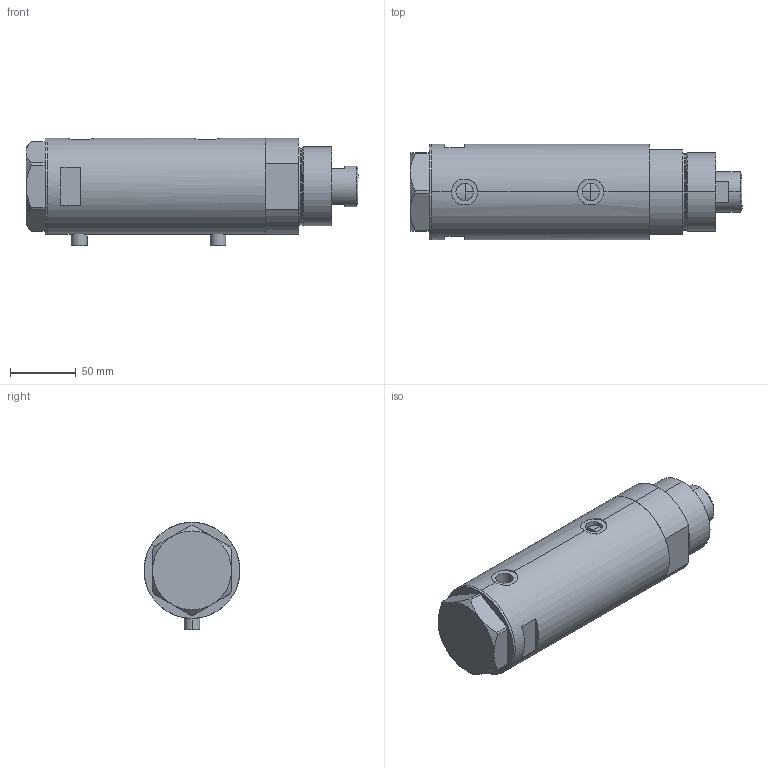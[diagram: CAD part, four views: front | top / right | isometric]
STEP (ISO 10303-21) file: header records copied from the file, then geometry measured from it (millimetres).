
FILE_DESCRIPTION (( 'STEP AP203' ), '1' );
FILE_NAME ('d4f8.STEP', '2024-02-11T18:06:32', ( '' ), ( '' ), 'SwSTEP 2.0', 'SolidWorks 2019', '' );
FILE_SCHEMA (( 'CONFIG_CONTROL_DESIGN' ));
Length unit declared in the file: millimetre
Products named in the file (5): V270CG_VC 2cac67581af8da728127b2ecc65b2292; V270CG_MIDDLE 2cac67581af8da728127b2ecc65b2292; V270CG_FRONT 2cac67581af8da728127b2ecc65b2292; V270CG_BACK 2cac67581af8da728127b2ecc65b2292; d4f8
Assembly tree (4 placements, depth 2):
  d4f8
    V270CG_MIDDLE 2cac67581af8da728127b2ecc65b2292
    V270CG_BACK 2cac67581af8da728127b2ecc65b2292
    V270CG_FRONT 2cac67581af8da728127b2ecc65b2292
    V270CG_VC 2cac67581af8da728127b2ecc65b2292
Bounding box: 252.5 x 73 x 81.5 mm (x, y, z)
Volume: 894792.3 mm3; surface area: 149400.1 mm2
Topology: 4 solids, 4 shells, 120 faces, 277 edges, 171 vertices
Faces by surface type: cylinder 51, plane 49, cone 16, torus 4
Entity records: 4464 total; most frequent: CARTESIAN_POINT 1191, DIRECTION 611, ORIENTED_EDGE 550, EDGE_CURVE 275, AXIS2_PLACEMENT_3D 247, VERTEX_POINT 171, EDGE_LOOP 136, ADVANCED_FACE 120
